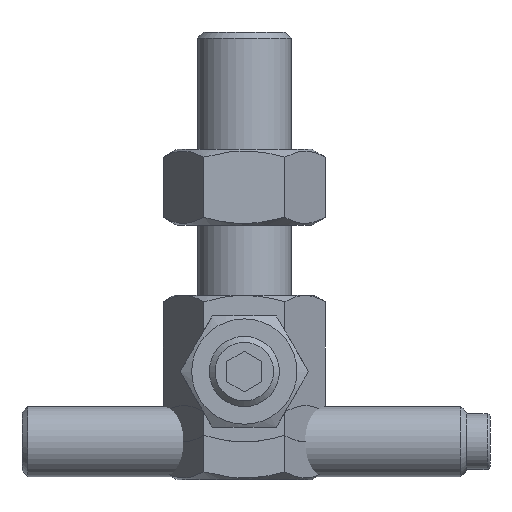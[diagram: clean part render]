
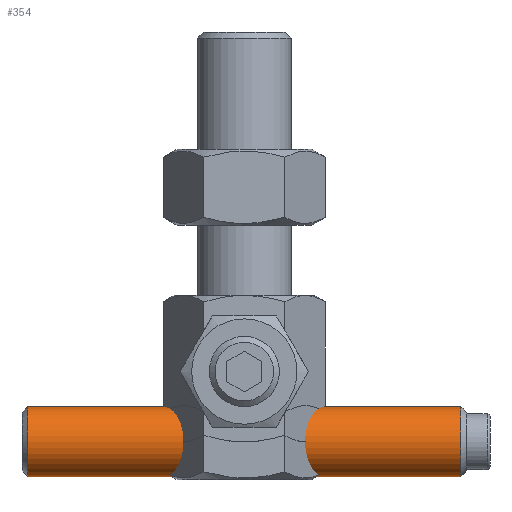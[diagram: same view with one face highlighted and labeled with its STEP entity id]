
A CAD part, front view. The second image highlights one B-rep face of the part: STEP entity #354.
In plain terms, the highlighted cylindrical face has radius 6 mm (diameter 12 mm), a full revolution.
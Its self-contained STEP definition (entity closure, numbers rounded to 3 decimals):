
#354 = ADVANCED_FACE( '', ( #608, #609 ), #610, .T. );
#608 = FACE_OUTER_BOUND( '', #897, .T. );
#609 = FACE_OUTER_BOUND( '', #898, .T. );
#610 = CYLINDRICAL_SURFACE( '', #899, 6. );
#897 = EDGE_LOOP( '', ( #1426 ) );
#898 = EDGE_LOOP( '', ( #1427 ) );
#899 = AXIS2_PLACEMENT_3D( '', #1428, #1429, #1430 );
#1426 = ORIENTED_EDGE( '', *, *, #1730, .T. );
#1427 = ORIENTED_EDGE( '', *, *, #1728, .T. );
#1428 = CARTESIAN_POINT( '', ( 38., 0., 0. ) );
#1429 = DIRECTION( '', ( 1., 0., 0. ) );
#1430 = DIRECTION( '', ( 0., 0., 1. ) );
#1728 = EDGE_CURVE( '', #1987, #1987, #1988, .T. );
#1730 = EDGE_CURVE( '', #1990, #1990, #1991, .F. );
#1987 = VERTEX_POINT( '', #2572 );
#1988 = CIRCLE( '', #2573, 6. );
#1990 = VERTEX_POINT( '', #2576 );
#1991 = CIRCLE( '', #2577, 6. );
#2572 = CARTESIAN_POINT( '', ( -37., 0., -6. ) );
#2573 = AXIS2_PLACEMENT_3D( '', #3014, #3015, #3016 );
#2576 = CARTESIAN_POINT( '', ( 37., 0., -6. ) );
#2577 = AXIS2_PLACEMENT_3D( '', #3018, #3019, #3020 );
#3014 = CARTESIAN_POINT( '', ( -37., 0., 0. ) );
#3015 = DIRECTION( '', ( 1., 0., 0. ) );
#3016 = DIRECTION( '', ( 0., 0., -1. ) );
#3018 = CARTESIAN_POINT( '', ( 37., 0., 0. ) );
#3019 = DIRECTION( '', ( 1., 0., 0. ) );
#3020 = DIRECTION( '', ( 0., 0., -1. ) );
